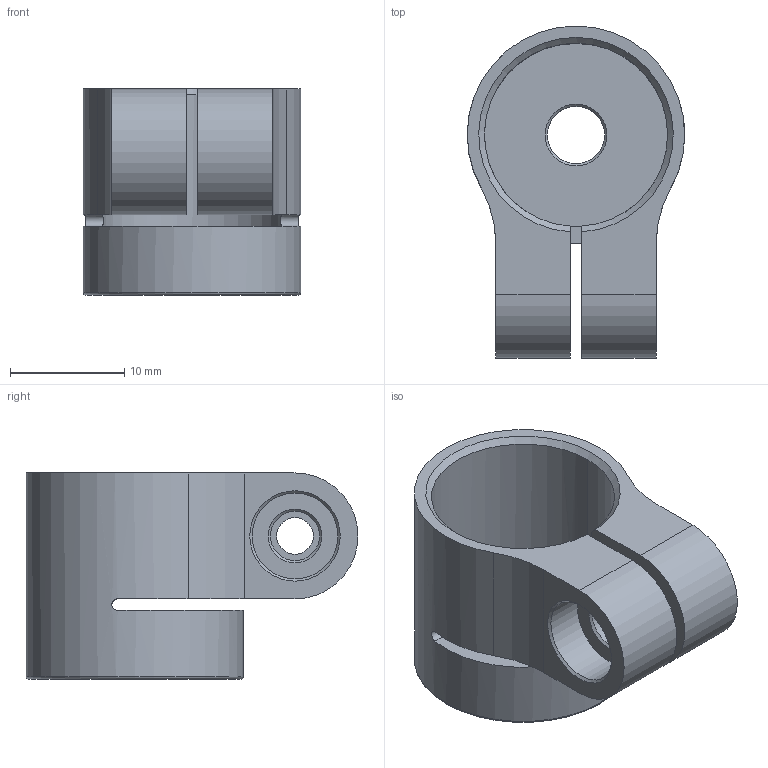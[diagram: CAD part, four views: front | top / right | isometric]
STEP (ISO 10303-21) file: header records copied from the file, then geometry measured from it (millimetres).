
FILE_DESCRIPTION(/* description */ (''),/* implementation_level */ '2;1');
FILE_NAME(/* name */ 'Embout_bras_fraiser.stp',/* time_stamp */ '2022-01-28T13:14:45+01:00',/* author */ ('Nous'),/* organization */ (''),/* preprocessor_version */ 'ST-DEVELOPER v17',/* originating_system */ 'Autodesk Inventor 2019',/* authorisation */ '');
FILE_SCHEMA (('AUTOMOTIVE_DESIGN { 1 0 10303 214 3 1 1 }'));
Length unit declared in the file: millimetre
Products named in the file (1): Embout_bras_fraiser
Bounding box: 19 x 29 x 18 mm (x, y, z)
Volume: 3131.6 mm3; surface area: 3221.9 mm2
Topology: 1 solids, 1 shells, 31 faces, 85 edges, 57 vertices
Faces by surface type: cylinder 14, plane 11, cone 5, torus 1
Full cylindrical faces by diameter (mm): 3.2 x1, 4.3 x1, 5 x1, 7.5 x1, 16 x1, 19 x1
Entity records: 1113 total; most frequent: CARTESIAN_POINT 250, DIRECTION 180, ORIENTED_EDGE 170, EDGE_CURVE 85, AXIS2_PLACEMENT_3D 73, VERTEX_POINT 57, CIRCLE 41, EDGE_LOOP 38
